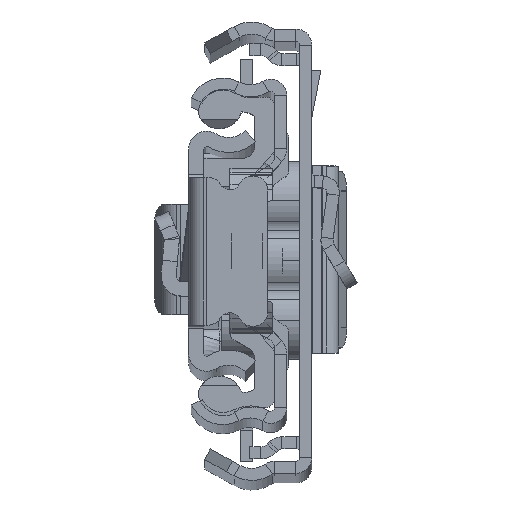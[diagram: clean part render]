
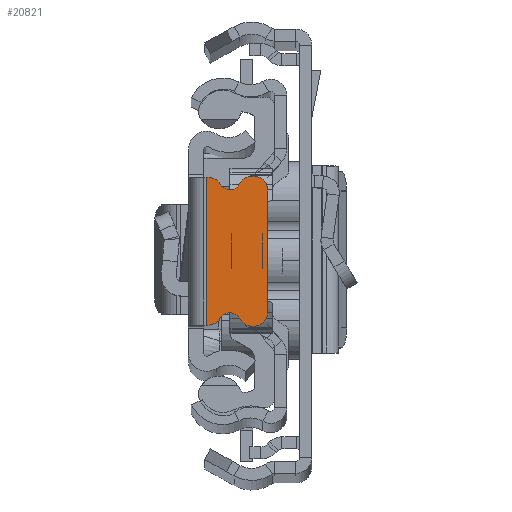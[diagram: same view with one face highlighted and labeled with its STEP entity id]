
A CAD part, top view. The second image highlights one B-rep face of the part: STEP entity #20821.
In plain terms, the highlighted planar face has unit normal (0, 0, 1).
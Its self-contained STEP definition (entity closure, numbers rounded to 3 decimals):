
#47 = LINE ( 'NONE', #6233, #15140 ) ;
#97 = ORIENTED_EDGE ( 'NONE', *, *, #5818, .F. ) ;
#101 = CARTESIAN_POINT ( 'NONE',  ( -5.109, 6.713, 0. ) ) ;
#648 = AXIS2_PLACEMENT_3D ( 'NONE', #16517, #6319, #22834 ) ;
#910 = VECTOR ( 'NONE', #5096, 1000. ) ;
#1002 = EDGE_CURVE ( 'NONE', #13364, #19031, #18055, .T. ) ;
#1041 = CARTESIAN_POINT ( 'NONE',  ( -3.206, 6.658, 0. ) ) ;
#1122 = DIRECTION ( 'NONE',  ( -1., 0., 0. ) ) ;
#1253 = EDGE_CURVE ( 'NONE', #11046, #4673, #14225, .T. ) ;
#1787 = CARTESIAN_POINT ( 'NONE',  ( -1.929, -7.37, 0. ) ) ;
#1932 = DIRECTION ( 'NONE',  ( 1., 0., 0. ) ) ;
#2869 = CARTESIAN_POINT ( 'NONE',  ( -6.429, 6., 0. ) ) ;
#2989 = DIRECTION ( 'NONE',  ( 0., 0., 1. ) ) ;
#3472 = VECTOR ( 'NONE', #6112, 1000. ) ;
#3539 = ORIENTED_EDGE ( 'NONE', *, *, #24093, .T. ) ;
#3868 = CARTESIAN_POINT ( 'NONE',  ( -1.75, -7.37, 0. ) ) ;
#3960 = CARTESIAN_POINT ( 'NONE',  ( -1.929, -5.87, 0. ) ) ;
#4145 = AXIS2_PLACEMENT_3D ( 'NONE', #16424, #26372, #9972 ) ;
#4216 = DIRECTION ( 'NONE',  ( 1., 0., 0. ) ) ;
#4673 = VERTEX_POINT ( 'NONE', #1041 ) ;
#4744 = VERTEX_POINT ( 'NONE', #15822 ) ;
#5096 = DIRECTION ( 'NONE',  ( 0., -1., 0. ) ) ;
#5133 = DIRECTION ( 'NONE',  ( 0., -1., 0. ) ) ;
#5818 = EDGE_CURVE ( 'NONE', #14557, #13364, #13536, .T. ) ;
#6112 = DIRECTION ( 'NONE',  ( -1., 0., 0. ) ) ;
#6233 = CARTESIAN_POINT ( 'NONE',  ( -1.929, 7.37, 0. ) ) ;
#6319 = DIRECTION ( 'NONE',  ( 0., 0., 1. ) ) ;
#6475 = ORIENTED_EDGE ( 'NONE', *, *, #16936, .F. ) ;
#6602 = EDGE_CURVE ( 'NONE', #12159, #4744, #22966, .T. ) ;
#6639 = AXIS2_PLACEMENT_3D ( 'NONE', #18256, #18394, #24568 ) ;
#7287 = ORIENTED_EDGE ( 'NONE', *, *, #23851, .T. ) ;
#7290 = DIRECTION ( 'NONE',  ( -1., 0., 0. ) ) ;
#7633 = CARTESIAN_POINT ( 'NONE',  ( -1.75, 0., 0. ) ) ;
#8401 = EDGE_CURVE ( 'NONE', #4744, #18530, #21780, .T. ) ;
#8798 = AXIS2_PLACEMENT_3D ( 'NONE', #2869, #18132, #1122 ) ;
#9088 = ORIENTED_EDGE ( 'NONE', *, *, #6602, .T. ) ;
#9270 = CIRCLE ( 'NONE', #4145, 1.1 ) ;
#9652 = PLANE ( 'NONE',  #6639 ) ;
#9722 = ORIENTED_EDGE ( 'NONE', *, *, #17098, .T. ) ;
#9972 = DIRECTION ( 'NONE',  ( 1., 0., 0. ) ) ;
#10054 = FACE_OUTER_BOUND ( 'NONE', #19209, .T. ) ;
#10578 = CARTESIAN_POINT ( 'NONE',  ( -1.75, 7.37, 0. ) ) ;
#11046 = VERTEX_POINT ( 'NONE', #15115 ) ;
#11076 = CARTESIAN_POINT ( 'NONE',  ( -3.206, -6.658, 0. ) ) ;
#11296 = CARTESIAN_POINT ( 'NONE',  ( -7.929, -6., 0. ) ) ;
#11362 = CIRCLE ( 'NONE', #648, 1.5 ) ;
#11878 = CARTESIAN_POINT ( 'NONE',  ( -1.929, -7.37, 0. ) ) ;
#12159 = VERTEX_POINT ( 'NONE', #101 ) ;
#13184 = VECTOR ( 'NONE', #5133, 1000. ) ;
#13364 = VERTEX_POINT ( 'NONE', #3868 ) ;
#13450 = DIRECTION ( 'NONE',  ( -1., 0., 0. ) ) ;
#13536 = LINE ( 'NONE', #7633, #910 ) ;
#14225 = CIRCLE ( 'NONE', #17650, 1.5 ) ;
#14276 = CIRCLE ( 'NONE', #21146, 1.1 ) ;
#14557 = VERTEX_POINT ( 'NONE', #10578 ) ;
#14984 = VERTEX_POINT ( 'NONE', #22939 ) ;
#15115 = CARTESIAN_POINT ( 'NONE',  ( -1.929, 7.37, 0. ) ) ;
#15140 = VECTOR ( 'NONE', #4216, 1000. ) ;
#15540 = VERTEX_POINT ( 'NONE', #11076 ) ;
#15687 = ORIENTED_EDGE ( 'NONE', *, *, #1002, .F. ) ;
#15822 = CARTESIAN_POINT ( 'NONE',  ( -7.929, 6., 0. ) ) ;
#16424 = CARTESIAN_POINT ( 'NONE',  ( -4.142, 7.236, 0. ) ) ;
#16517 = CARTESIAN_POINT ( 'NONE',  ( -6.429, -6., 0. ) ) ;
#16572 = CIRCLE ( 'NONE', #20849, 1.5 ) ;
#16808 = ORIENTED_EDGE ( 'NONE', *, *, #22954, .T. ) ;
#16936 = EDGE_CURVE ( 'NONE', #11046, #14557, #47, .T. ) ;
#17098 = EDGE_CURVE ( 'NONE', #14984, #15540, #14276, .T. ) ;
#17650 = AXIS2_PLACEMENT_3D ( 'NONE', #19656, #2989, #7290 ) ;
#18055 = LINE ( 'NONE', #11878, #3472 ) ;
#18132 = DIRECTION ( 'NONE',  ( 0., 0., 1. ) ) ;
#18256 = CARTESIAN_POINT ( 'NONE',  ( 544.071, 0., 0. ) ) ;
#18394 = DIRECTION ( 'NONE',  ( 0., 0., 1. ) ) ;
#18530 = VERTEX_POINT ( 'NONE', #25777 ) ;
#19031 = VERTEX_POINT ( 'NONE', #1787 ) ;
#19209 = EDGE_LOOP ( 'NONE', ( #97, #6475, #23713, #3539, #9088, #23191, #16808, #9722, #7287, #15687 ) ) ;
#19269 = DIRECTION ( 'NONE',  ( 0., 0., -1. ) ) ;
#19656 = CARTESIAN_POINT ( 'NONE',  ( -1.929, 5.87, 0. ) ) ;
#20354 = DIRECTION ( 'NONE',  ( 0., 0., 1. ) ) ;
#20821 = ADVANCED_FACE ( 'NONE', ( #10054 ), #9652, .T. ) ;
#20849 = AXIS2_PLACEMENT_3D ( 'NONE', #3960, #20354, #1932 ) ;
#21146 = AXIS2_PLACEMENT_3D ( 'NONE', #21261, #19269, #13450 ) ;
#21261 = CARTESIAN_POINT ( 'NONE',  ( -4.142, -7.236, 0. ) ) ;
#21780 = LINE ( 'NONE', #11296, #13184 ) ;
#22834 = DIRECTION ( 'NONE',  ( 1., 0., 0. ) ) ;
#22939 = CARTESIAN_POINT ( 'NONE',  ( -5.109, -6.713, 0. ) ) ;
#22954 = EDGE_CURVE ( 'NONE', #18530, #14984, #11362, .T. ) ;
#22966 = CIRCLE ( 'NONE', #8798, 1.5 ) ;
#23191 = ORIENTED_EDGE ( 'NONE', *, *, #8401, .T. ) ;
#23713 = ORIENTED_EDGE ( 'NONE', *, *, #1253, .T. ) ;
#23851 = EDGE_CURVE ( 'NONE', #15540, #19031, #16572, .T. ) ;
#24093 = EDGE_CURVE ( 'NONE', #4673, #12159, #9270, .T. ) ;
#24568 = DIRECTION ( 'NONE',  ( 1., 0., 0. ) ) ;
#25777 = CARTESIAN_POINT ( 'NONE',  ( -7.929, -6., 0. ) ) ;
#26372 = DIRECTION ( 'NONE',  ( 0., 0., -1. ) ) ;
